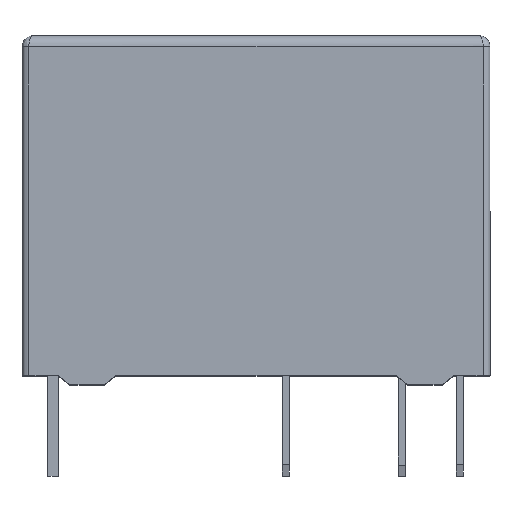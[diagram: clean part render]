
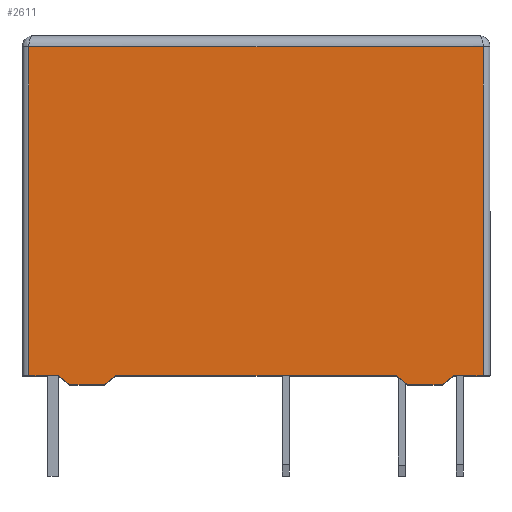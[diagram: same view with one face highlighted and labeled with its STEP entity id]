
A CAD part, top view. The second image highlights one B-rep face of the part: STEP entity #2611.
In plain terms, the highlighted planar face has unit normal (0, 0, 1).
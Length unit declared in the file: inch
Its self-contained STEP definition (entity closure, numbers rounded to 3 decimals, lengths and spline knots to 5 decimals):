
#110 = VECTOR ( 'NONE', #1655, 39.37008 ) ;
#117 = ORIENTED_EDGE ( 'NONE', *, *, #2884, .F. ) ;
#351 = CARTESIAN_POINT ( 'NONE',  ( 0.47046, 0.02326, 0.23417 ) ) ;
#414 = VECTOR ( 'NONE', #4864, 39.37008 ) ;
#431 = DIRECTION ( 'NONE',  ( -1., 0., 0. ) ) ;
#469 = EDGE_CURVE ( 'NONE', #2705, #1843, #4990, .T. ) ;
#494 = CARTESIAN_POINT ( 'NONE',  ( -0.27364, 0.00751, 0.23417 ) ) ;
#536 = EDGE_CURVE ( 'NONE', #5869, #6572, #5095, .T. ) ;
#743 = ORIENTED_EDGE ( 'NONE', *, *, #3464, .F. ) ;
#755 = LINE ( 'NONE', #1862, #1290 ) ;
#862 = LINE ( 'NONE', #2282, #414 ) ;
#925 = ORIENTED_EDGE ( 'NONE', *, *, #1513, .F. ) ;
#934 = DIRECTION ( 'NONE',  ( 1., 0., 0. ) ) ;
#1246 = CARTESIAN_POINT ( 'NONE',  ( -0.27364, 0.00751, 0.23417 ) ) ;
#1252 = EDGE_CURVE ( 'NONE', #5861, #5498, #4441, .T. ) ;
#1254 = VERTEX_POINT ( 'NONE', #3436 ) ;
#1290 = VECTOR ( 'NONE', #3336, 39.37008 ) ;
#1355 = EDGE_CURVE ( 'NONE', #5498, #2370, #3730, .T. ) ;
#1381 = DIRECTION ( 'NONE',  ( -0.781, -0.625, 0. ) ) ;
#1399 = CARTESIAN_POINT ( 'NONE',  ( -0.27364, 0.02326, 0.23417 ) ) ;
#1415 = CARTESIAN_POINT ( 'NONE',  ( -0.19096, 0.00751, 0.23417 ) ) ;
#1502 = LINE ( 'NONE', #1907, #6439 ) ;
#1513 = EDGE_CURVE ( 'NONE', #1254, #2734, #3958, .T. ) ;
#1655 = DIRECTION ( 'NONE',  ( 0., -1., 0. ) ) ;
#1710 = VECTOR ( 'NONE', #431, 39.37008 ) ;
#1715 = FACE_OUTER_BOUND ( 'NONE', #3197, .T. ) ;
#1780 = EDGE_CURVE ( 'NONE', #3056, #2251, #862, .T. ) ;
#1843 = VERTEX_POINT ( 'NONE', #4983 ) ;
#1862 = CARTESIAN_POINT ( 'NONE',  ( -0.26183, 0.60988, 0.23417 ) ) ;
#1907 = CARTESIAN_POINT ( 'NONE',  ( -0.11222, 0.02326, 0.23417 ) ) ;
#1922 = EDGE_CURVE ( 'NONE', #2370, #3056, #5221, .T. ) ;
#2118 = CARTESIAN_POINT ( 'NONE',  ( -0.26183, 0.59019, 0.23417 ) ) ;
#2160 = LINE ( 'NONE', #4203, #110 ) ;
#2180 = EDGE_CURVE ( 'NONE', #2734, #2705, #755, .T. ) ;
#2251 = VERTEX_POINT ( 'NONE', #2997 ) ;
#2282 = CARTESIAN_POINT ( 'NONE',  ( -0.27364, 0.02326, 0.23417 ) ) ;
#2301 = ORIENTED_EDGE ( 'NONE', *, *, #1355, .F. ) ;
#2314 = ORIENTED_EDGE ( 'NONE', *, *, #1780, .F. ) ;
#2370 = VERTEX_POINT ( 'NONE', #5751 ) ;
#2532 = LINE ( 'NONE', #2564, #2913 ) ;
#2542 = DIRECTION ( 'NONE',  ( -1., 0., 0. ) ) ;
#2562 = DIRECTION ( 'NONE',  ( -1., 0., 0. ) ) ;
#2564 = CARTESIAN_POINT ( 'NONE',  ( -0.19096, 0.00751, 0.23417 ) ) ;
#2567 = VECTOR ( 'NONE', #4749, 39.37008 ) ;
#2611 = ADVANCED_FACE ( 'NONE', ( #1715 ), #3727, .F. ) ;
#2634 = CARTESIAN_POINT ( 'NONE',  ( 0.39172, 0.00751, 0.23417 ) ) ;
#2705 = VERTEX_POINT ( 'NONE', #2118 ) ;
#2734 = VERTEX_POINT ( 'NONE', #3862 ) ;
#2781 = ORIENTED_EDGE ( 'NONE', *, *, #1252, .F. ) ;
#2884 = EDGE_CURVE ( 'NONE', #2251, #5869, #1502, .T. ) ;
#2913 = VECTOR ( 'NONE', #3604, 39.37008 ) ;
#2983 = VECTOR ( 'NONE', #2562, 39.37008 ) ;
#2997 = CARTESIAN_POINT ( 'NONE',  ( -0.11222, 0.02326, 0.23417 ) ) ;
#3056 = VERTEX_POINT ( 'NONE', #5665 ) ;
#3106 = CARTESIAN_POINT ( 'NONE',  ( -0.1319, 0.00751, 0.23417 ) ) ;
#3189 = VECTOR ( 'NONE', #934, 39.37008 ) ;
#3197 = EDGE_LOOP ( 'NONE', ( #6303, #925, #5585, #5619, #117, #2314, #3826, #2301, #2781, #4828, #743, #3915 ) ) ;
#3336 = DIRECTION ( 'NONE',  ( 0., 1., 0. ) ) ;
#3364 = VERTEX_POINT ( 'NONE', #5080 ) ;
#3423 = EDGE_CURVE ( 'NONE', #3364, #5861, #5212, .T. ) ;
#3436 = CARTESIAN_POINT ( 'NONE',  ( -0.21064, 0.02326, 0.23417 ) ) ;
#3464 = EDGE_CURVE ( 'NONE', #1843, #3364, #2160, .T. ) ;
#3604 = DIRECTION ( 'NONE',  ( -0.781, 0.625, 0. ) ) ;
#3727 = PLANE ( 'NONE',  #3755 ) ;
#3730 = LINE ( 'NONE', #1246, #2983 ) ;
#3755 = AXIS2_PLACEMENT_3D ( 'NONE', #4192, #6315, #5307 ) ;
#3769 = VECTOR ( 'NONE', #4840, 39.37008 ) ;
#3826 = ORIENTED_EDGE ( 'NONE', *, *, #1922, .F. ) ;
#3862 = CARTESIAN_POINT ( 'NONE',  ( -0.26183, 0.02326, 0.23417 ) ) ;
#3915 = ORIENTED_EDGE ( 'NONE', *, *, #469, .F. ) ;
#3944 = VECTOR ( 'NONE', #2542, 39.37008 ) ;
#3958 = LINE ( 'NONE', #1399, #1710 ) ;
#4192 = CARTESIAN_POINT ( 'NONE',  ( -0.27364, 0.60988, 0.23417 ) ) ;
#4203 = CARTESIAN_POINT ( 'NONE',  ( 0.52164, 0.60988, 0.23417 ) ) ;
#4441 = LINE ( 'NONE', #351, #4486 ) ;
#4486 = VECTOR ( 'NONE', #1381, 39.37008 ) ;
#4555 = DIRECTION ( 'NONE',  ( -0.781, -0.625, 0. ) ) ;
#4749 = DIRECTION ( 'NONE',  ( -0.781, 0.625, 0. ) ) ;
#4774 = CARTESIAN_POINT ( 'NONE',  ( -0.27364, 0.02326, 0.23417 ) ) ;
#4828 = ORIENTED_EDGE ( 'NONE', *, *, #3423, .F. ) ;
#4840 = DIRECTION ( 'NONE',  ( -1., 0., 0. ) ) ;
#4864 = DIRECTION ( 'NONE',  ( -1., 0., 0. ) ) ;
#4983 = CARTESIAN_POINT ( 'NONE',  ( 0.52164, 0.59019, 0.23417 ) ) ;
#4990 = LINE ( 'NONE', #5533, #3189 ) ;
#5080 = CARTESIAN_POINT ( 'NONE',  ( 0.52164, 0.02326, 0.23417 ) ) ;
#5095 = LINE ( 'NONE', #494, #3944 ) ;
#5212 = LINE ( 'NONE', #4774, #3769 ) ;
#5221 = LINE ( 'NONE', #2634, #2567 ) ;
#5307 = DIRECTION ( 'NONE',  ( 1., 0., 0. ) ) ;
#5498 = VERTEX_POINT ( 'NONE', #5639 ) ;
#5533 = CARTESIAN_POINT ( 'NONE',  ( -0.27364, 0.59019, 0.23417 ) ) ;
#5585 = ORIENTED_EDGE ( 'NONE', *, *, #6124, .F. ) ;
#5601 = CARTESIAN_POINT ( 'NONE',  ( 0.47046, 0.02326, 0.23417 ) ) ;
#5619 = ORIENTED_EDGE ( 'NONE', *, *, #536, .F. ) ;
#5639 = CARTESIAN_POINT ( 'NONE',  ( 0.45077, 0.00751, 0.23417 ) ) ;
#5665 = CARTESIAN_POINT ( 'NONE',  ( 0.37203, 0.02326, 0.23417 ) ) ;
#5751 = CARTESIAN_POINT ( 'NONE',  ( 0.39172, 0.00751, 0.23417 ) ) ;
#5861 = VERTEX_POINT ( 'NONE', #5601 ) ;
#5869 = VERTEX_POINT ( 'NONE', #3106 ) ;
#6124 = EDGE_CURVE ( 'NONE', #6572, #1254, #2532, .T. ) ;
#6303 = ORIENTED_EDGE ( 'NONE', *, *, #2180, .F. ) ;
#6315 = DIRECTION ( 'NONE',  ( 0., 0., -1. ) ) ;
#6439 = VECTOR ( 'NONE', #4555, 39.37008 ) ;
#6572 = VERTEX_POINT ( 'NONE', #1415 ) ;
